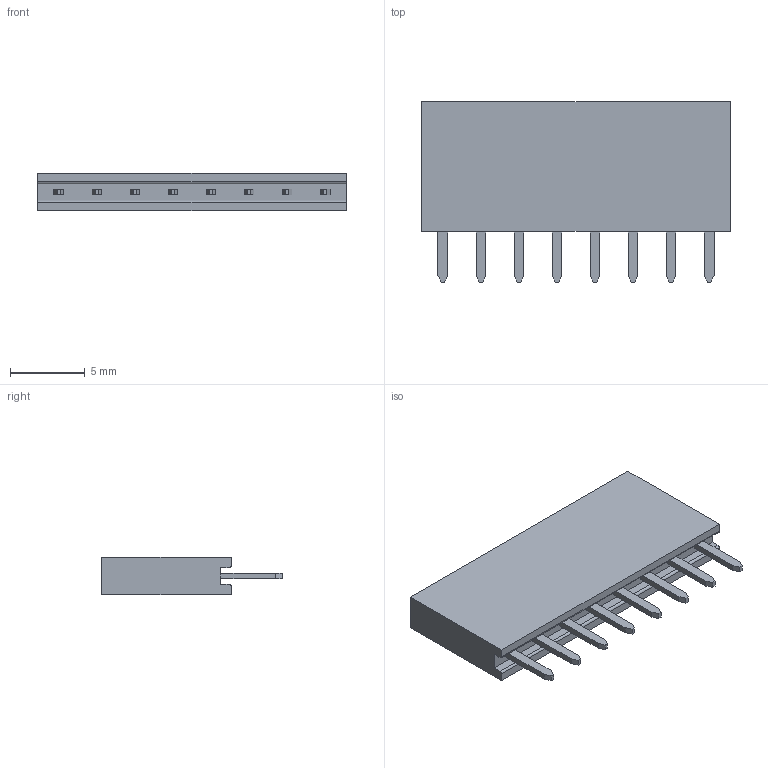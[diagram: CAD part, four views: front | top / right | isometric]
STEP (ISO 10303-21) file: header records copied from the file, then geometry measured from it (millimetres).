
FILE_DESCRIPTION (( 'STEP AP214' ), '1' );
FILE_NAME ('8Fx1-254mm.STEP', '2022-08-23T00:49:48', ( '' ), ( '' ), 'SwSTEP 2.0', 'SolidWorks 2017', '' );
FILE_SCHEMA (( 'AUTOMOTIVE_DESIGN' ));
Length unit declared in the file: millimetre
Products named in the file (1): 8Fx1-254mm
Bounding box: 20.57 x 12.05 x 2.5 mm (x, y, z)
Volume: 424.5 mm3; surface area: 624.7 mm2
Topology: 9 solids, 9 shells, 148 faces, 334 edges, 212 vertices
Faces by surface type: plane 146, cylinder 2
Entity records: 4112 total; most frequent: CARTESIAN_POINT 695, ORIENTED_EDGE 668, DIRECTION 636, EDGE_CURVE 334, VECTOR 330, LINE 330, VERTEX_POINT 212, EDGE_LOOP 156
